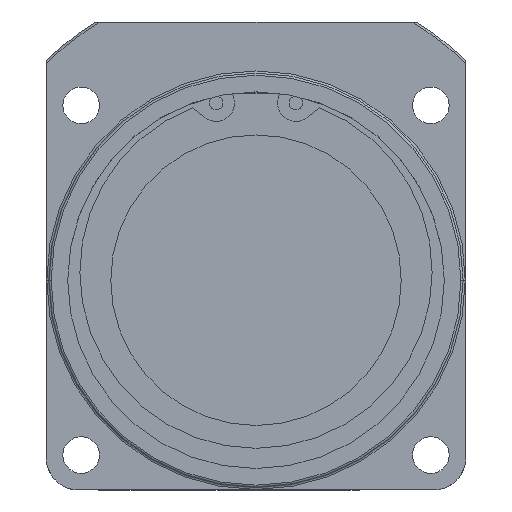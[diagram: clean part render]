
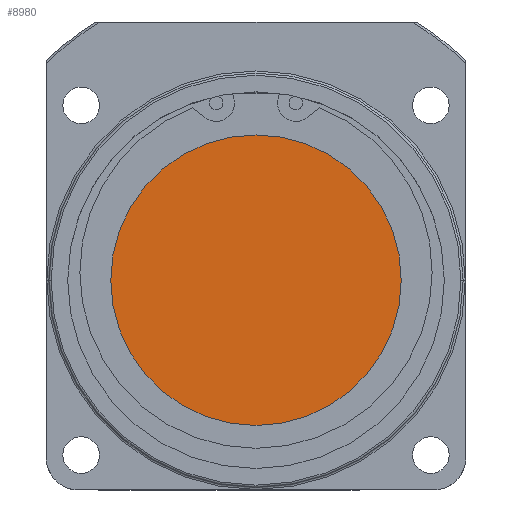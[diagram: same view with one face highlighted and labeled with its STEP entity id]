
A CAD part, front view. The second image highlights one B-rep face of the part: STEP entity #8980.
In plain terms, the highlighted planar face has unit normal (0, -1, 0).
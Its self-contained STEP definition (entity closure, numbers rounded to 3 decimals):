
#601 = EDGE_LOOP ( 'NONE', ( #2435, #2434 ) ) ;
#1374 = AXIS2_PLACEMENT_3D ( 'NONE', #8654, #8655, #8656 ) ;
#2434 = ORIENTED_EDGE ( 'NONE', *, *, #8688, .T. ) ;
#2435 = ORIENTED_EDGE ( 'NONE', *, *, #8944, .T. ) ;
#3373 = VERTEX_POINT ( 'NONE', #8396 ) ;
#3375 = VERTEX_POINT ( 'NONE', #8398 ) ;
#4895 = CIRCLE ( 'NONE', #5610, 27. ) ;
#5123 = CARTESIAN_POINT ( 'NONE',  ( 0., -123.2, 0. ) ) ;
#5130 = DIRECTION ( 'NONE',  ( 0., -1., 0. ) ) ;
#5131 = DIRECTION ( 'NONE',  ( 1., 0., 0. ) ) ;
#5243 = PLANE ( 'NONE',  #9423 ) ;
#5244 = CARTESIAN_POINT ( 'NONE',  ( 0., -123.2, 0. ) ) ;
#5245 = DIRECTION ( 'NONE',  ( 0., -1., 0. ) ) ;
#5246 = DIRECTION ( 'NONE',  ( 1., 0., 0. ) ) ;
#5610 = AXIS2_PLACEMENT_3D ( 'NONE', #5123, #5130, #5131 ) ;
#8016 = CIRCLE ( 'NONE', #1374, 27. ) ;
#8396 = CARTESIAN_POINT ( 'NONE',  ( -27., -123.2, 0. ) ) ;
#8398 = CARTESIAN_POINT ( 'NONE',  ( 27., -123.2, 0. ) ) ;
#8654 = CARTESIAN_POINT ( 'NONE',  ( 0., -123.2, 0. ) ) ;
#8655 = DIRECTION ( 'NONE',  ( 0., -1., 0. ) ) ;
#8656 = DIRECTION ( 'NONE',  ( 1., 0., 0. ) ) ;
#8688 = EDGE_CURVE ( 'NONE', #3373, #3375, #8016, .T. ) ;
#8944 = EDGE_CURVE ( 'NONE', #3375, #3373, #4895, .T. ) ;
#8980 = ADVANCED_FACE ( 'NONE', ( #9420 ), #5243, .T. ) ;
#9420 = FACE_OUTER_BOUND ( 'NONE', #601, .T. ) ;
#9423 = AXIS2_PLACEMENT_3D ( 'NONE', #5244, #5245, #5246 ) ;
